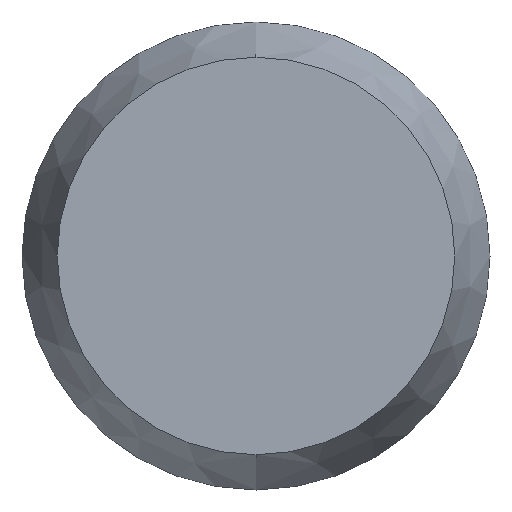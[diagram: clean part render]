
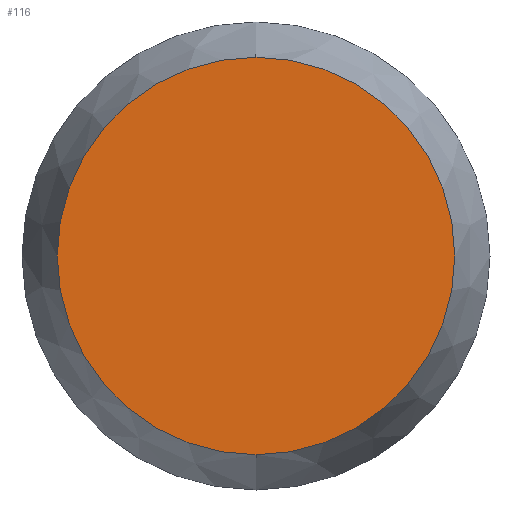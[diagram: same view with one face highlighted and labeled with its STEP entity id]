
A CAD part, left-side view. The second image highlights one B-rep face of the part: STEP entity #116.
In plain terms, the highlighted planar face has unit normal (-1, 0, 0).
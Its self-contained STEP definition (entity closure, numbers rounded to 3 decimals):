
#1 = CARTESIAN_POINT ( 'NONE',  ( -9., 0., 12.316 ) ) ;
#6 = CIRCLE ( 'NONE', #64, 12.316 ) ;
#20 = DIRECTION ( 'NONE',  ( -1., 0., 0. ) ) ;
#28 = AXIS2_PLACEMENT_3D ( 'NONE', #38, #79, #158 ) ;
#38 = CARTESIAN_POINT ( 'NONE',  ( -9., 0., 0. ) ) ;
#48 = CIRCLE ( 'NONE', #28, 12.316 ) ;
#62 = CARTESIAN_POINT ( 'NONE',  ( -9., 0., -12.316 ) ) ;
#64 = AXIS2_PLACEMENT_3D ( 'NONE', #233, #20, #140 ) ;
#76 = FACE_OUTER_BOUND ( 'NONE', #246, .T. ) ;
#79 = DIRECTION ( 'NONE',  ( -1., 0., 0. ) ) ;
#88 = AXIS2_PLACEMENT_3D ( 'NONE', #194, #156, #176 ) ;
#94 = VERTEX_POINT ( 'NONE', #1 ) ;
#106 = VERTEX_POINT ( 'NONE', #62 ) ;
#116 = ADVANCED_FACE ( 'NONE', ( #76 ), #192, .F. ) ;
#140 = DIRECTION ( 'NONE',  ( 0., 0., 1. ) ) ;
#148 = ORIENTED_EDGE ( 'NONE', *, *, #245, .T. ) ;
#156 = DIRECTION ( 'NONE',  ( 1., 0., 0. ) ) ;
#158 = DIRECTION ( 'NONE',  ( 0., 0., 1. ) ) ;
#167 = ORIENTED_EDGE ( 'NONE', *, *, #200, .T. ) ;
#176 = DIRECTION ( 'NONE',  ( 0., 0., -1. ) ) ;
#192 = PLANE ( 'NONE',  #88 ) ;
#194 = CARTESIAN_POINT ( 'NONE',  ( -9., 0., 0. ) ) ;
#200 = EDGE_CURVE ( 'NONE', #94, #106, #6, .T. ) ;
#233 = CARTESIAN_POINT ( 'NONE',  ( -9., 0., 0. ) ) ;
#245 = EDGE_CURVE ( 'NONE', #106, #94, #48, .T. ) ;
#246 = EDGE_LOOP ( 'NONE', ( #148, #167 ) ) ;
